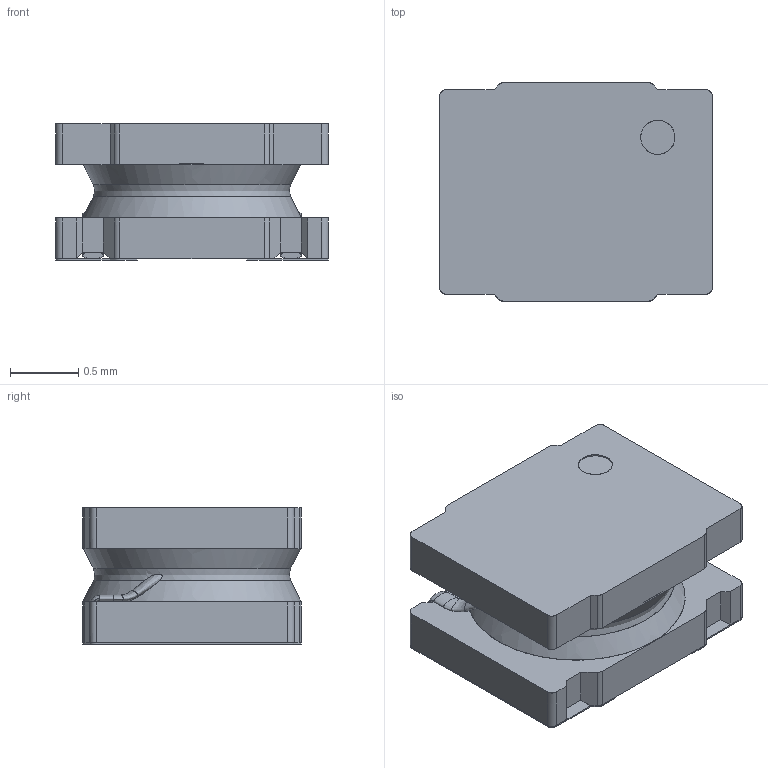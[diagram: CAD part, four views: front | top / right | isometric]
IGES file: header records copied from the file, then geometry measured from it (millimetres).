
Start section: C
Global section: file name: IndLQSH_2010.igs; native system: By Siemens PLM Incorporated; preprocessor: XPlus GENERIC/IGES 18.0.17; author: Author; organization: Title; date: 20160907.150658; units: millimetre
Bounding box: 2 x 1.6 x 1 mm (x, y, z)
Surface area: 32.5 mm2 (no closed solid volume)
Topology: 0 solids, 0 shells, 127 faces, 932 edges, 926 vertices
Faces by surface type: bspline 127
